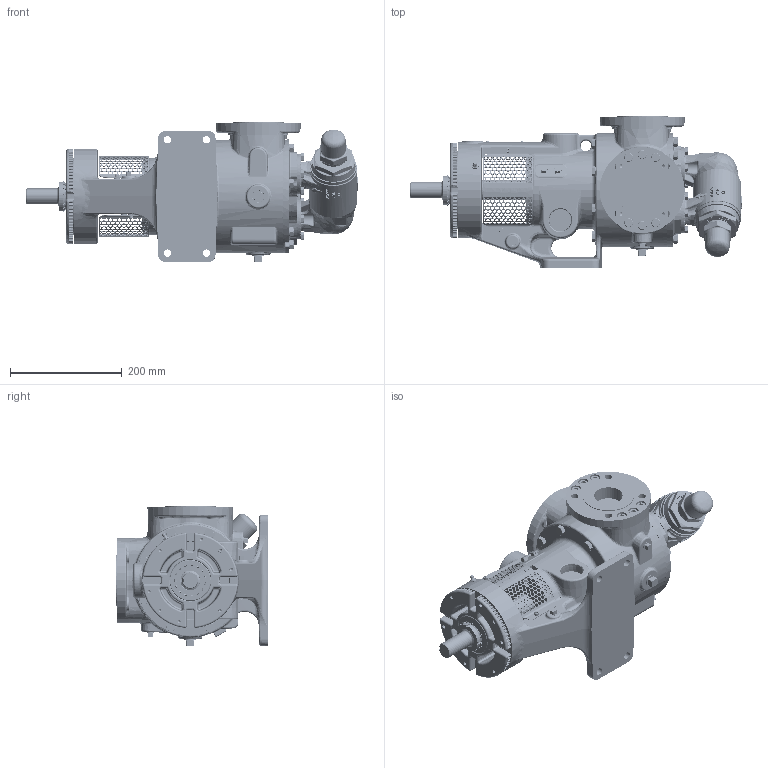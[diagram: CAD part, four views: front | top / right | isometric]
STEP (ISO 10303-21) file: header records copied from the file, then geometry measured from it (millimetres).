
FILE_DESCRIPTION (( 'STEP AP214' ), '1' );
FILE_NAME ('KV-2636.STEP', '2024-02-12T16:39:47', ( '' ), ( '' ), 'SwSTEP 2.0', 'SolidWorks 2022', '' );
FILE_SCHEMA (( 'AUTOMOTIVE_DESIGN' ));
Length unit declared in the file: millimetre
Products named in the file (1): KV-2636
Bounding box: 594.87 x 273.05 x 250.82 mm (x, y, z)
Volume: 2240807.5 mm3; surface area: 810489.5 mm2
Topology: 1 solids, 3 shells, 8635 faces, 22710 edges, 14263 vertices
Faces by surface type: bspline 3708, plane 2763, cone 955, cylinder 834, torus 226, sphere 149
Entity records: 453660 total; most frequent: CARTESIAN_POINT 203899, ORIENTED_EDGE 45092, DIRECTION 29016, EDGE_CURVE 22546, VERTEX_POINT 14244, AXIS2_PLACEMENT_3D 10623, EDGE_LOOP 9830, B_SPLINE_CURVE_WITH_KNOTS 8723
